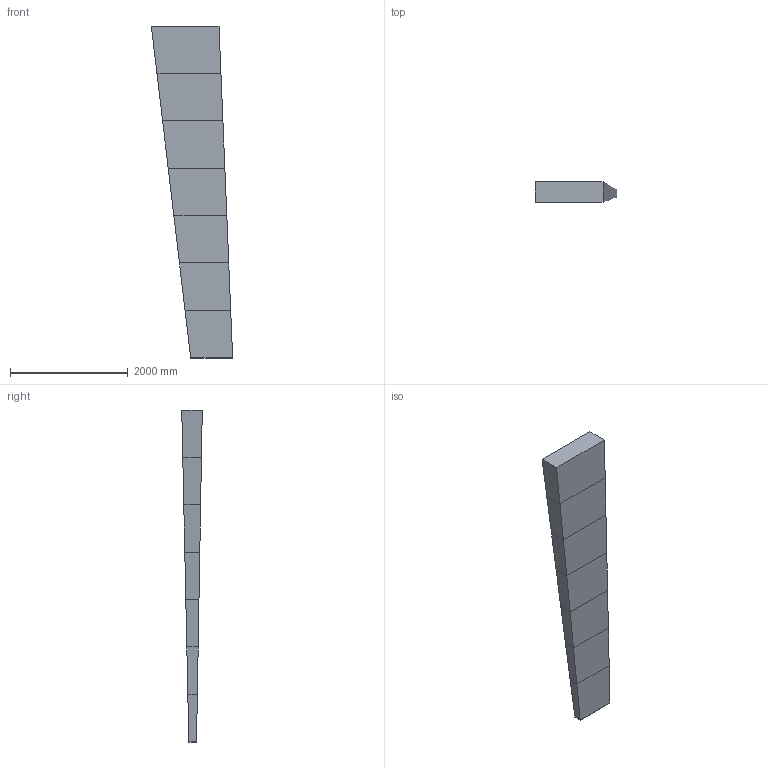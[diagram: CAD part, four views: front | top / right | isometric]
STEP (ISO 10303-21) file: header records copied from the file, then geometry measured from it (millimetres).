
FILE_DESCRIPTION(/* description */ ('STEP AP242','CAx-IF Rec.Pracs.---Representation and Presentation of Product Manufacturing Information (PMI)---4.0---2014-10-13','CAx-IF Rec.Pracs.---3D Tessellated Geometry---0.4---2014-09-14','2;1'),/* implementation_level */ '2;1');
FILE_NAME(/* name */ '6667a9051e740f0e61196372',/* time_stamp */ '2024-06-11T01:31:50Z',/* author */ (''),/* organization */ (''),/* preprocessor_version */ 'ST-DEVELOPER v20',/* originating_system */ ' ',/* authorisation */ ' ');
FILE_SCHEMA (('AP242_MANAGED_MODEL_BASED_3D_ENGINEERING_MIM_LF { 1 0 10303 442 1 1 4 }'));
Length unit declared in the file: millimetre
Products named in the file (68): box_bottom; box_fwd; box_aft; box_top; Surface 32; Curve 28; Curve 27; Curve 26; Curve 25; Surface 27; Curve 24; Curve 23; Curve 22; Curve 21; Surface 22; Curve 20; Curve 19; Curve 18; Curve 17; Surface 17; Curve 16; Curve 15; Curve 14; Curve 13; Surface 12; Curve 12; Curve 11; Curve 10; Curve 9; Surface 7; Curve 8; Curve 7; Curve 6; Curve 5; Surface 2; Curve 4; Curve 3; Curve 2; Curve 1; box_root
Bounding box: 1382.06 x 348.34 x 5643 mm (x, y, z)
Surface area: 15096646.8 mm2 (no closed solid volume)
Topology: 0 solids, 40 shells, 40 faces, 188 edges, 216 vertices
Faces by surface type: plane 40
Entity records: 4027 total; most frequent: CARTESIAN_POINT 456, DIRECTION 404, LINE 188, VECTOR 188, ORIENTED_EDGE 160, EDGE_CURVE 160, VERTEX_POINT 160, PRESENTATION_STYLE_ASSIGNMENT 120
